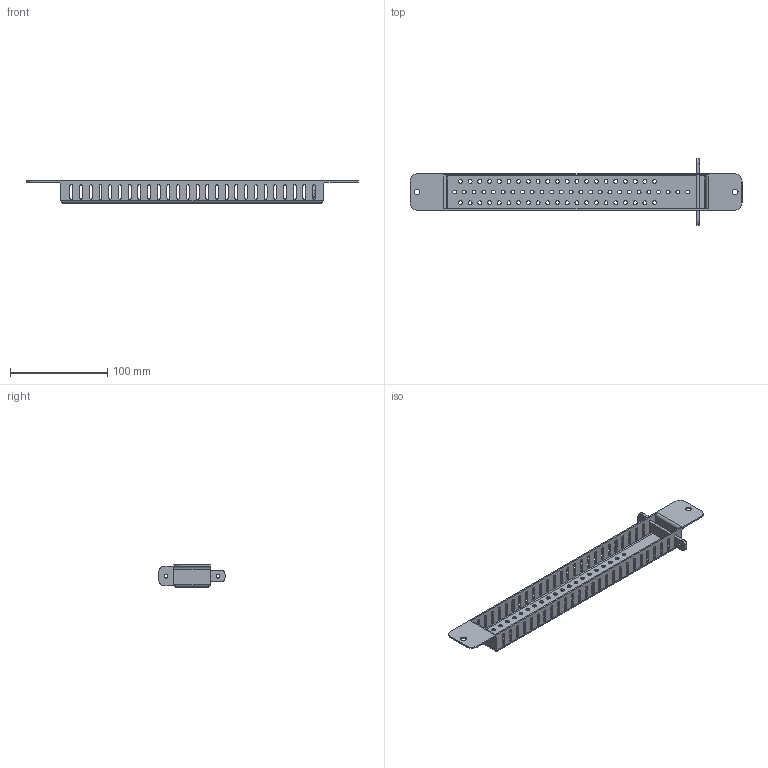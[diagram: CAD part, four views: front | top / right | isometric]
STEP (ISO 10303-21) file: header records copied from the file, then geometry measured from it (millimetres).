
FILE_DESCRIPTION((''),'2;1');
FILE_NAME('ASM0004_ASM','2023-02-09T09:55:04',('klemen.sitar'),('Audax d.o.o.'),'CREO PARAMETRIC BY PTC INC, 2021304','CREO PARAMETRIC BY PTC INC, 2021304','');
FILE_SCHEMA(('AP242_MANAGED_MODEL_BASED_3D_ENGINEERING_MIM_LF { 1 0 10303 442 1 1 4 }'));
Length unit declared in the file: millimetre
Products named in the file (3): 123_4_1_1_1_1_2; PRT0005_2_1_1_1_1_2; ASM0004_ASM
Assembly tree (2 placements, depth 2):
  ASM0004_ASM
    123_4_1_1_1_1_2
    PRT0005_2_1_1_1_1_2
Bounding box: 341.89 x 68 x 23 mm (x, y, z)
Volume: 36003.9 mm3; surface area: 51998.5 mm2
Topology: 2 solids, 2 shells, 395 faces, 1320 edges, 932 vertices
Faces by surface type: cylinder 266, plane 129
Entity records: 20115 total; most frequent: CARTESIAN_POINT 2803, DIRECTION 2792, ORIENTED_EDGE 2636, PRESENTATION_STYLE_ASSIGNMENT 1325, STYLED_ITEM 1325, CURVE_STYLE 1323, EDGE_CURVE 1318, AXIS2_PLACEMENT_3D 1076
